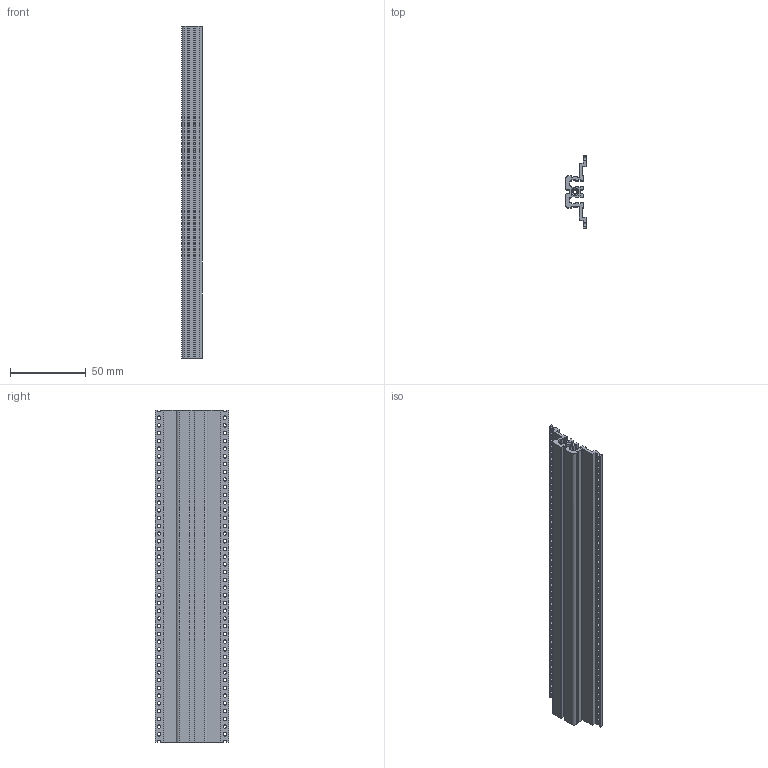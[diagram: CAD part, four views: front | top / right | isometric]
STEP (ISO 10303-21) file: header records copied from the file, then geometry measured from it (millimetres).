
FILE_DESCRIPTION(/* description */ (''),/* implementation_level */ '2;1');
FILE_NAME(/* name */ '86542610_PSD_M_00642_12.stp',/* time_stamp */ '2014-04-01T11:49:51+02:00',/* author */ ('nowak'),/* organization */ (''),/* preprocessor_version */ 'ST-DEVELOPER v15.2',/* originating_system */ 'Autodesk Inventor 2014',/* authorisation */ '');
FILE_SCHEMA (('AUTOMOTIVE_DESIGN { 1 0 10303 214 3 1 1 }'));
Length unit declared in the file: millimetre
Products named in the file (1): PSD_M_00642_12_3DSYM
Bounding box: 13.5 x 48.2 x 218.44 mm (x, y, z)
Volume: 43431.9 mm3; surface area: 43850.9 mm2
Topology: 1 solids, 1 shells, 206 faces, 603 edges, 401 vertices
Faces by surface type: cylinder 120, plane 84, cone 2
Full cylindrical faces by diameter (mm): 2.3 x84, 2.5 x1, 3.2 x2, 5 x1
Entity records: 7287 total; most frequent: CARTESIAN_POINT 2613, ORIENTED_EDGE 1202, EDGE_CURVE 601, DIRECTION 560, VERTEX_POINT 401, EDGE_LOOP 380, B_SPLINE_CURVE_WITH_KNOTS 278, AXIS2_PLACEMENT_3D 239
